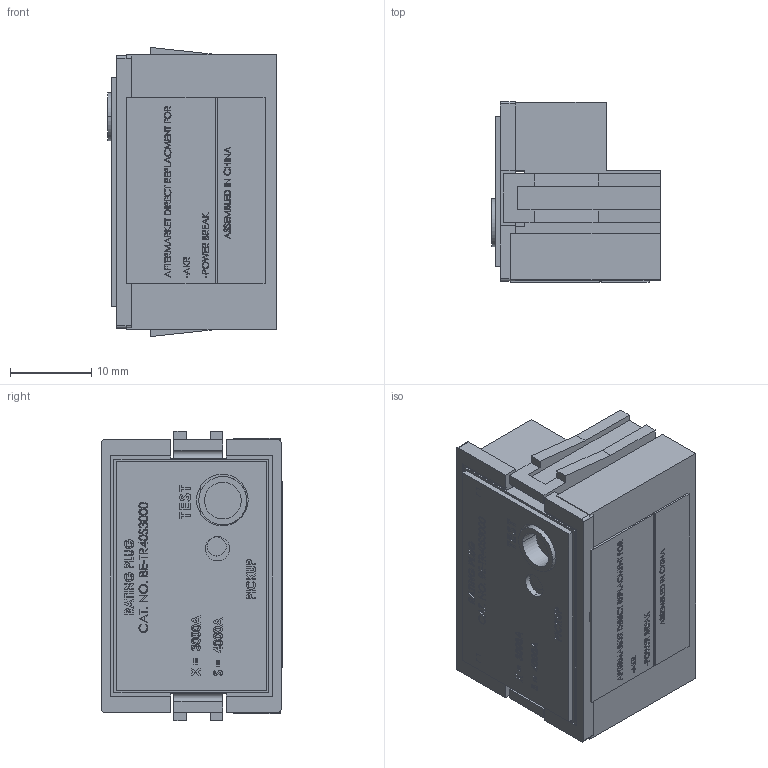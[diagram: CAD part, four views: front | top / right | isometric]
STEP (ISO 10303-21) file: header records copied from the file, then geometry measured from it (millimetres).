
FILE_DESCRIPTION (( 'STEP AP214' ), '1' );
FILE_NAME ('BE-TR40S3000.STEP', '2021-04-08T10:29:03', ( '' ), ( '' ), 'SwSTEP 2.0', 'SolidWorks 2020', '' );
FILE_SCHEMA (( 'AUTOMOTIVE_DESIGN' ));
Length unit declared in the file: millimetre
Products named in the file (7): SBS-Bottom Decal; Rating plug PowerBreak Housing; BE-TR40S3000; Rating Plug site window; Rating plug PowerBreak Cover; rating plug board; SBS-Front Decal
Assembly tree (6 placements, depth 2):
  BE-TR40S3000
    Rating plug PowerBreak Housing
    Rating plug PowerBreak Cover
    Rating Plug site window
    rating plug board
    SBS-Front Decal
    SBS-Bottom Decal
Bounding box: 20.72 x 22.15 x 35.5 mm (x, y, z)
Volume: 6418 mm3; surface area: 11365.6 mm2
Topology: 6 solids, 6 shells, 1834 faces, 4966 edges, 3310 vertices
Faces by surface type: plane 1352, bspline 420, cylinder 62
Entity records: 82104 total; most frequent: CARTESIAN_POINT 37947, ORIENTED_EDGE 9932, DIRECTION 7100, EDGE_CURVE 4966, VECTOR 3998, LINE 3998, VERTEX_POINT 3310, EDGE_LOOP 2040
